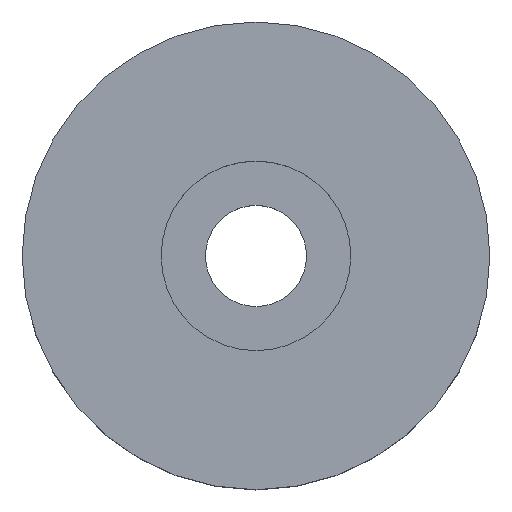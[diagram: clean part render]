
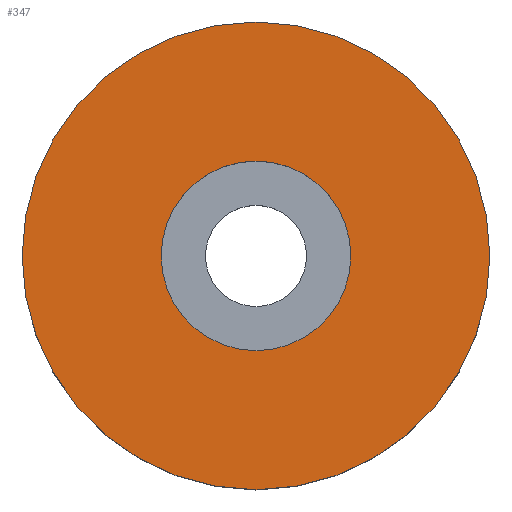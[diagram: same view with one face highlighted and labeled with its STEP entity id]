
A CAD part, top view. The second image highlights one B-rep face of the part: STEP entity #347.
In plain terms, the highlighted planar face has unit normal (0, 0, 1).
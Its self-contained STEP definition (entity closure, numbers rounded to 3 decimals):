
#7 = ORIENTED_EDGE ( 'NONE', *, *, #509, .T. ) ;
#29 = AXIS2_PLACEMENT_3D ( 'NONE', #210, #257, #547 ) ;
#72 = DIRECTION ( 'NONE',  ( 1., 0., 0. ) ) ;
#86 = DIRECTION ( 'NONE',  ( 0., 0., 1. ) ) ;
#87 = EDGE_CURVE ( 'NONE', #494, #163, #474, .T. ) ;
#98 = CARTESIAN_POINT ( 'NONE',  ( -18.5, 0., 6. ) ) ;
#103 = VERTEX_POINT ( 'NONE', #367 ) ;
#122 = CARTESIAN_POINT ( 'NONE',  ( -7.5, 0., 6. ) ) ;
#131 = EDGE_LOOP ( 'NONE', ( #291, #493 ) ) ;
#159 = FACE_BOUND ( 'NONE', #131, .T. ) ;
#163 = VERTEX_POINT ( 'NONE', #380 ) ;
#198 = EDGE_CURVE ( 'NONE', #163, #494, #551, .T. ) ;
#210 = CARTESIAN_POINT ( 'NONE',  ( 0., 0., 6. ) ) ;
#257 = DIRECTION ( 'NONE',  ( 0., 0., 1. ) ) ;
#270 = DIRECTION ( 'NONE',  ( 1., 0., 0. ) ) ;
#291 = ORIENTED_EDGE ( 'NONE', *, *, #198, .F. ) ;
#297 = FACE_OUTER_BOUND ( 'NONE', #544, .T. ) ;
#311 = CARTESIAN_POINT ( 'NONE',  ( 0., 0., 6. ) ) ;
#341 = PLANE ( 'NONE',  #604 ) ;
#347 = ADVANCED_FACE ( 'NONE', ( #159, #297 ), #341, .F. ) ;
#355 = VERTEX_POINT ( 'NONE', #98 ) ;
#359 = DIRECTION ( 'NONE',  ( 0., 0., 1. ) ) ;
#367 = CARTESIAN_POINT ( 'NONE',  ( 18.5, 0., 6. ) ) ;
#368 = CIRCLE ( 'NONE', #429, 18.5 ) ;
#380 = CARTESIAN_POINT ( 'NONE',  ( 7.5, 0., 6. ) ) ;
#429 = AXIS2_PLACEMENT_3D ( 'NONE', #311, #504, #270 ) ;
#443 = AXIS2_PLACEMENT_3D ( 'NONE', #570, #86, #568 ) ;
#453 = ORIENTED_EDGE ( 'NONE', *, *, #458, .T. ) ;
#458 = EDGE_CURVE ( 'NONE', #355, #103, #560, .T. ) ;
#474 = CIRCLE ( 'NONE', #518, 7.5 ) ;
#479 = DIRECTION ( 'NONE',  ( 0., 0., -1. ) ) ;
#486 = DIRECTION ( 'NONE',  ( -1., 0., 0. ) ) ;
#493 = ORIENTED_EDGE ( 'NONE', *, *, #87, .F. ) ;
#494 = VERTEX_POINT ( 'NONE', #122 ) ;
#499 = CARTESIAN_POINT ( 'NONE',  ( 0., 0., 6. ) ) ;
#504 = DIRECTION ( 'NONE',  ( 0., 0., 1. ) ) ;
#509 = EDGE_CURVE ( 'NONE', #103, #355, #368, .T. ) ;
#518 = AXIS2_PLACEMENT_3D ( 'NONE', #499, #359, #72 ) ;
#534 = CARTESIAN_POINT ( 'NONE',  ( 0., 18.5, 6. ) ) ;
#544 = EDGE_LOOP ( 'NONE', ( #7, #453 ) ) ;
#547 = DIRECTION ( 'NONE',  ( 1., 0., 0. ) ) ;
#551 = CIRCLE ( 'NONE', #443, 7.5 ) ;
#560 = CIRCLE ( 'NONE', #29, 18.5 ) ;
#568 = DIRECTION ( 'NONE',  ( 1., 0., 0. ) ) ;
#570 = CARTESIAN_POINT ( 'NONE',  ( 0., 0., 6. ) ) ;
#604 = AXIS2_PLACEMENT_3D ( 'NONE', #534, #479, #486 ) ;
